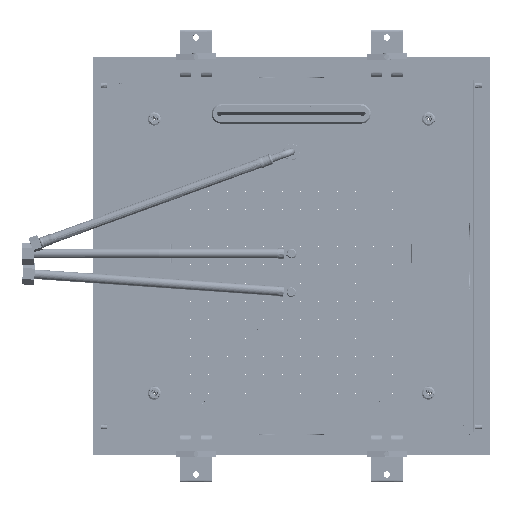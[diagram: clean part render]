
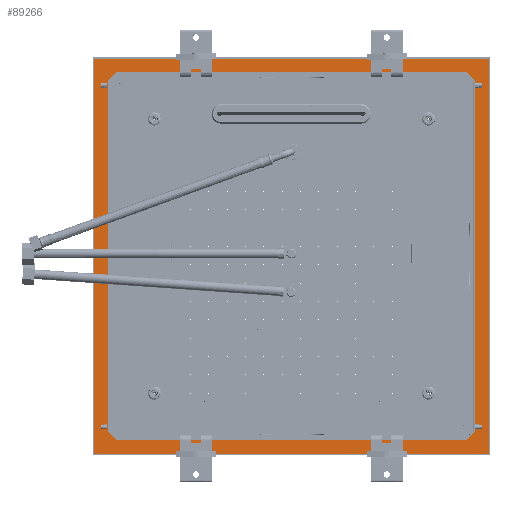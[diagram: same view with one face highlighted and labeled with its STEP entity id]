
A CAD part, top view. The second image highlights one B-rep face of the part: STEP entity #89266.
In plain terms, the highlighted planar face has unit normal (0, 0, 1).
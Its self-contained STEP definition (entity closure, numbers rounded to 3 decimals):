
#5408=B_SPLINE_CURVE_WITH_KNOTS('',3,(#160682,#160683,#160684,#160685),
 .UNSPECIFIED.,.F.,.F.,(4,4),(0.,1.),.UNSPECIFIED.);
#5409=B_SPLINE_CURVE_WITH_KNOTS('',3,(#160689,#160690,#160691,#160692),
 .UNSPECIFIED.,.F.,.F.,(4,4),(0.,1.),.UNSPECIFIED.);
#5410=B_SPLINE_CURVE_WITH_KNOTS('',3,(#160696,#160697,#160698,#160699),
 .UNSPECIFIED.,.F.,.F.,(4,4),(0.,1.),.UNSPECIFIED.);
#5411=B_SPLINE_CURVE_WITH_KNOTS('',3,(#160703,#160704,#160705,#160706),
 .UNSPECIFIED.,.F.,.F.,(4,4),(0.,1.),.UNSPECIFIED.);
#17594=ORIENTED_EDGE('',*,*,#34984,.T.);
#17595=ORIENTED_EDGE('',*,*,#34985,.T.);
#17596=ORIENTED_EDGE('',*,*,#34986,.T.);
#17597=ORIENTED_EDGE('',*,*,#34987,.T.);
#17598=ORIENTED_EDGE('',*,*,#34988,.T.);
#17599=ORIENTED_EDGE('',*,*,#34989,.T.);
#17600=ORIENTED_EDGE('',*,*,#34990,.T.);
#17601=ORIENTED_EDGE('',*,*,#34991,.T.);
#17602=ORIENTED_EDGE('',*,*,#34992,.T.);
#17603=ORIENTED_EDGE('',*,*,#34993,.T.);
#17604=ORIENTED_EDGE('',*,*,#34994,.T.);
#17605=ORIENTED_EDGE('',*,*,#34995,.T.);
#34984=EDGE_CURVE('',#52374,#52375,#68568,.T.);
#34985=EDGE_CURVE('',#52375,#52376,#5408,.T.);
#34986=EDGE_CURVE('',#52376,#52377,#68569,.T.);
#34987=EDGE_CURVE('',#52377,#52378,#5409,.T.);
#34988=EDGE_CURVE('',#52378,#52379,#68570,.T.);
#34989=EDGE_CURVE('',#52379,#52380,#5410,.T.);
#34990=EDGE_CURVE('',#52380,#52381,#68571,.T.);
#34991=EDGE_CURVE('',#52381,#52374,#5411,.T.);
#34992=EDGE_CURVE('',#52382,#52383,#68572,.T.);
#34993=EDGE_CURVE('',#52383,#52384,#68573,.T.);
#34994=EDGE_CURVE('',#52384,#52385,#68574,.T.);
#34995=EDGE_CURVE('',#52385,#52382,#68575,.T.);
#52374=VERTEX_POINT('',#160680);
#52375=VERTEX_POINT('',#160681);
#52376=VERTEX_POINT('',#160686);
#52377=VERTEX_POINT('',#160688);
#52378=VERTEX_POINT('',#160693);
#52379=VERTEX_POINT('',#160695);
#52380=VERTEX_POINT('',#160700);
#52381=VERTEX_POINT('',#160702);
#52382=VERTEX_POINT('',#160708);
#52383=VERTEX_POINT('',#160709);
#52384=VERTEX_POINT('',#160711);
#52385=VERTEX_POINT('',#160713);
#68568=LINE('',#160679,#75411);
#68569=LINE('',#160687,#75412);
#68570=LINE('',#160694,#75413);
#68571=LINE('',#160701,#75414);
#68572=LINE('',#160707,#75415);
#68573=LINE('',#160710,#75416);
#68574=LINE('',#160712,#75417);
#68575=LINE('',#160714,#75418);
#75411=VECTOR('',#118189,1000.);
#75412=VECTOR('',#118190,1000.);
#75413=VECTOR('',#118191,1000.);
#75414=VECTOR('',#118192,1000.);
#75415=VECTOR('',#118193,1000.);
#75416=VECTOR('',#118194,1000.);
#75417=VECTOR('',#118195,1000.);
#75418=VECTOR('',#118196,1000.);
#81132=EDGE_LOOP('',(#17594,#17595,#17596,#17597,#17598,#17599,#17600,#17601));
#81133=EDGE_LOOP('',(#17602,#17603,#17604,#17605));
#84713=FACE_BOUND('',#81132,.T.);
#84714=FACE_BOUND('',#81133,.T.);
#87919=PLANE('',#115032);
#89266=ADVANCED_FACE('',(#84713,#84714),#87919,.T.);
#115032=AXIS2_PLACEMENT_3D('',#160678,#118187,#118188);
#118187=DIRECTION('',(0.,0.,1.));
#118188=DIRECTION('',(0.,1.,0.));
#118189=DIRECTION('',(1.,0.,0.));
#118190=DIRECTION('',(0.,-1.,0.));
#118191=DIRECTION('',(-1.,0.,0.));
#118192=DIRECTION('',(0.,1.,0.));
#118193=DIRECTION('',(0.,-1.,0.));
#118194=DIRECTION('',(1.,0.,0.));
#118195=DIRECTION('',(0.,1.,0.));
#118196=DIRECTION('',(-1.,0.,0.));
#160678=CARTESIAN_POINT('',(258.44,-258.44,-11.8));
#160679=CARTESIAN_POINT('',(0.,229.2,-11.8));
#160680=CARTESIAN_POINT('',(-222.8,229.2,-11.8));
#160681=CARTESIAN_POINT('',(222.8,229.2,-11.8));
#160682=CARTESIAN_POINT('',(222.8,229.2,-11.8));
#160683=CARTESIAN_POINT('',(224.933,227.067,-11.8));
#160684=CARTESIAN_POINT('',(227.067,224.933,-11.8));
#160685=CARTESIAN_POINT('',(229.2,222.8,-11.8));
#160686=CARTESIAN_POINT('',(229.2,222.8,-11.8));
#160687=CARTESIAN_POINT('',(229.2,0.,-11.8));
#160688=CARTESIAN_POINT('',(229.2,-222.8,-11.8));
#160689=CARTESIAN_POINT('',(229.2,-222.8,-11.8));
#160690=CARTESIAN_POINT('',(227.067,-224.933,-11.8));
#160691=CARTESIAN_POINT('',(224.933,-227.067,-11.8));
#160692=CARTESIAN_POINT('',(222.8,-229.2,-11.8));
#160693=CARTESIAN_POINT('',(222.8,-229.2,-11.8));
#160694=CARTESIAN_POINT('',(0.,-229.2,-11.8));
#160695=CARTESIAN_POINT('',(-222.8,-229.2,-11.8));
#160696=CARTESIAN_POINT('',(-222.8,-229.2,-11.8));
#160697=CARTESIAN_POINT('',(-224.933,-227.067,-11.8));
#160698=CARTESIAN_POINT('',(-227.067,-224.933,-11.8));
#160699=CARTESIAN_POINT('',(-229.2,-222.8,-11.8));
#160700=CARTESIAN_POINT('',(-229.2,-222.8,-11.8));
#160701=CARTESIAN_POINT('',(-229.2,0.,-11.8));
#160702=CARTESIAN_POINT('',(-229.2,222.8,-11.8));
#160703=CARTESIAN_POINT('',(-229.2,222.8,-11.8));
#160704=CARTESIAN_POINT('',(-227.067,224.933,-11.8));
#160705=CARTESIAN_POINT('',(-224.933,227.067,-11.8));
#160706=CARTESIAN_POINT('',(-222.8,229.2,-11.8));
#160707=CARTESIAN_POINT('',(-248.5,0.,-11.8));
#160708=CARTESIAN_POINT('',(-248.5,248.5,-11.8));
#160709=CARTESIAN_POINT('',(-248.5,-248.5,-11.8));
#160710=CARTESIAN_POINT('',(0.,-248.5,-11.8));
#160711=CARTESIAN_POINT('',(248.5,-248.5,-11.8));
#160712=CARTESIAN_POINT('',(248.5,0.,-11.8));
#160713=CARTESIAN_POINT('',(248.5,248.5,-11.8));
#160714=CARTESIAN_POINT('',(0.,248.5,-11.8));
